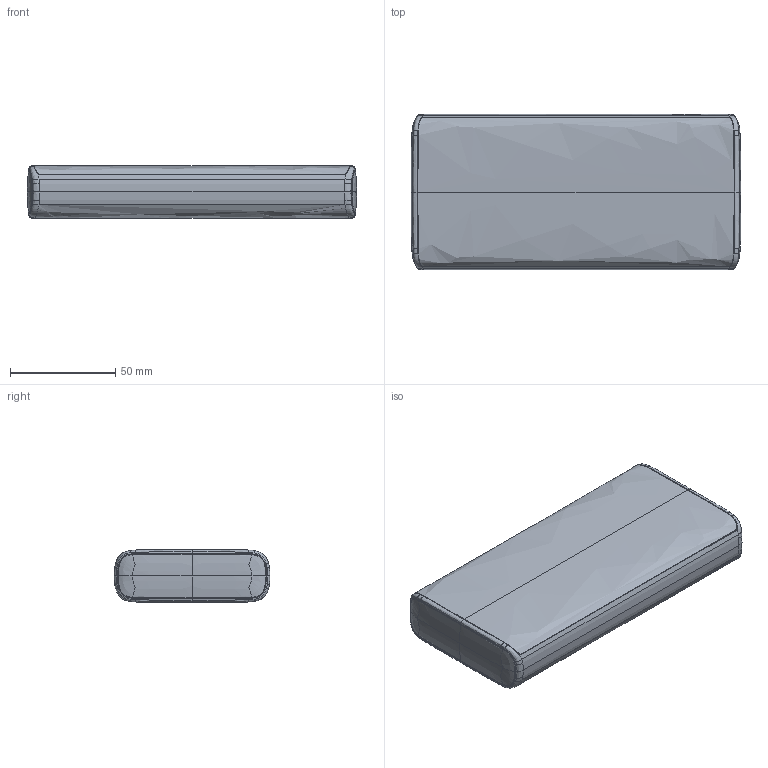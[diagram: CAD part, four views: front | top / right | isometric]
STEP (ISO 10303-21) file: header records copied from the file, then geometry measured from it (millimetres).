
FILE_DESCRIPTION(/* description */ (''),/* implementation_level */ '2;1');
FILE_NAME(/* name */ 'JAR ACTIV-BNK.step',/* time_stamp */ '2023-05-16T11:56:06-04:00',/* author */ (''),/* organization */ (''),/* preprocessor_version */ 'ST-DEVELOPER v19.2',/* originating_system */ 'Autodesk Translation Framework v12.4.0.73',/* authorisation */ '');
FILE_SCHEMA (('AUTOMOTIVE_DESIGN { 1 0 10303 214 3 1 1 }'));
Products named in the file (17): JAR ACTIV-BNK; Outer body; MID_9_ASM^MD_ASM_1_ASM_0-0-W2032-ALL__ASM_6_ASM_w2032c-_1__asm(2)_w20
32c-_1__asm_Mark Asm; A^MID_9_ASM_MD_ASM_1_ASM_0-0-W2032-ALL__ASM_6_ASM_w2032c-_1__asm(2)_w
2032c-_1__asm_Mark Part; MANIFOLD_SOLID_BREP_140051^MID_9_ASM_MD_ASM_1_ASM_0-0-W2032-ALL__ASM_
6_ASM_w2032c-_1__asm(2)_w2032c-_1__asm_Mark Part; LENS_3_ASM^MD_ASM_1_ASM_0-0-W2032-ALL__ASM_6_ASM_w2032c-_1__asm(2)_w2
032c-_1__asm_Mark Asm; MANIFOLD_SOLID_BREP_199748^LENS_3_ASM_MD_ASM_1_ASM_0-0-W2032-ALL__ASM
_6_ASM_w2032c-_1__asm(2)_w2032c-_1__asm_Mark Part; MANIFOLD_SOLID_BREP_199888^LENS_3_ASM_MD_ASM_1_ASM_0-0-W2032-ALL__ASM
_6_ASM_w2032c-_1__asm(2)_w2032c-_1__asm_Mark Part; MANIFOLD_SOLID_BREP_200028^LENS_3_ASM_MD_ASM_1_ASM_0-0-W2032-ALL__ASM
_6_ASM_w2032c-_1__asm(2)_w2032c-_1__asm_Mark Part; MANIFOLD_SOLID_BREP_200168^LENS_3_ASM_MD_ASM_1_ASM_0-0-W2032-ALL__ASM
_6_ASM_w2032c-_1__asm(2)_w2032c-_1__asm_Mark Part; MANIFOLD_SOLID_BREP_200390^LENS_3_ASM_MD_ASM_1_ASM_0-0-W2032-ALL__ASM
_6_ASM_w2032c-_1__asm(2)_w2032c-_1__asm_Mark Part; COVER_2_9^MD_ASM_1_ASM_0-0-W2032-ALL__ASM_6_ASM_w2032c-_1__asm(2)_w20
32c-_1__asm_Mark Part; BACK_2^MD_ASM_1_ASM_0-0-W2032-ALL__ASM_6_ASM_w2032c-_1__asm(2)_w2032c
-_1__asm_Mark Part; KEY_1_5^MD_ASM_1_ASM_0-0-W2032-ALL__ASM_6_ASM_w2032c-_1__asm(2)_w2032
c-_1__asm_Mark Part; BRACKET_2_1^MD_ASM_1_ASM_0-0-W2032-ALL__ASM_6_ASM_w2032c-_1__asm(2)_w
2032c-_1__asm_Mark Part; EVA_1^MD_ASM_1_ASM_0-0-W2032-ALL__ASM_6_ASM_w2032c-_1__asm(2)_w2032c-
_1__asm_Mark Part; FRONT_1A_2C_5^MD_ASM_1_ASM_0-0-W2032-ALL__ASM_6_ASM_w2032c-_1__asm(2)
_w2032c-_1__asm_Mark Part
Assembly tree (16 placements, depth 4):
  JAR ACTIV-BNK
    Outer body
      MID_9_ASM^MD_ASM_1_ASM_0-0-W2032-ALL__ASM_6_ASM_w2032c-_1__asm(2)_w20
32c-_1__asm_Mark Asm
        A^MID_9_ASM_MD_ASM_1_ASM_0-0-W2032-ALL__ASM_6_ASM_w2032c-_1__asm(2)_w
2032c-_1__asm_Mark Part
        MANIFOLD_SOLID_BREP_140051^MID_9_ASM_MD_ASM_1_ASM_0-0-W2032-ALL__ASM_
6_ASM_w2032c-_1__asm(2)_w2032c-_1__asm_Mark Part
      LENS_3_ASM^MD_ASM_1_ASM_0-0-W2032-ALL__ASM_6_ASM_w2032c-_1__asm(2)_w2
032c-_1__asm_Mark Asm
        MANIFOLD_SOLID_BREP_199748^LENS_3_ASM_MD_ASM_1_ASM_0-0-W2032-ALL__ASM
_6_ASM_w2032c-_1__asm(2)_w2032c-_1__asm_Mark Part
        MANIFOLD_SOLID_BREP_199888^LENS_3_ASM_MD_ASM_1_ASM_0-0-W2032-ALL__ASM
_6_ASM_w2032c-_1__asm(2)_w2032c-_1__asm_Mark Part
        MANIFOLD_SOLID_BREP_200028^LENS_3_ASM_MD_ASM_1_ASM_0-0-W2032-ALL__ASM
_6_ASM_w2032c-_1__asm(2)_w2032c-_1__asm_Mark Part
        MANIFOLD_SOLID_BREP_200168^LENS_3_ASM_MD_ASM_1_ASM_0-0-W2032-ALL__ASM
_6_ASM_w2032c-_1__asm(2)_w2032c-_1__asm_Mark Part
        MANIFOLD_SOLID_BREP_200390^LENS_3_ASM_MD_ASM_1_ASM_0-0-W2032-ALL__ASM
_6_ASM_w2032c-_1__asm(2)_w2032c-_1__asm_Mark Part
      COVER_2_9^MD_ASM_1_ASM_0-0-W2032-ALL__ASM_6_ASM_w2032c-_1__asm(2)_w20
32c-_1__asm_Mark Part
      BACK_2^MD_ASM_1_ASM_0-0-W2032-ALL__ASM_6_ASM_w2032c-_1__asm(2)_w2032c
-_1__asm_Mark Part
      KEY_1_5^MD_ASM_1_ASM_0-0-W2032-ALL__ASM_6_ASM_w2032c-_1__asm(2)_w2032
c-_1__asm_Mark Part
      BRACKET_2_1^MD_ASM_1_ASM_0-0-W2032-ALL__ASM_6_ASM_w2032c-_1__asm(2)_w
2032c-_1__asm_Mark Part
      EVA_1^MD_ASM_1_ASM_0-0-W2032-ALL__ASM_6_ASM_w2032c-_1__asm(2)_w2032c-
_1__asm_Mark Part
      FRONT_1A_2C_5^MD_ASM_1_ASM_0-0-W2032-ALL__ASM_6_ASM_w2032c-_1__asm(2)
_w2032c-_1__asm_Mark Part
Bounding box: 156.7 x 74.12 x 25 mm (x, y, z)
Volume: 54033 mm3; surface area: 81964.4 mm2
Topology: 12 solids, 13 shells, 3209 faces, 8972 edges, 5825 vertices
Faces by surface type: plane 1874, bspline 703, cylinder 555, cone 40, torus 28, sphere 9
Full cylindrical faces by diameter (mm): 0.7 x4, 1 x9, 1.8 x3, 2.1 x1, 2.8 x5, 3 x3
Entity records: 187682 total; most frequent: CARTESIAN_POINT 111042, ORIENTED_EDGE 17924, DIRECTION 12583, EDGE_CURVE 8963, VERTEX_POINT 5825, LINE 5185, VECTOR 5185, AXIS2_PLACEMENT_3D 3699
